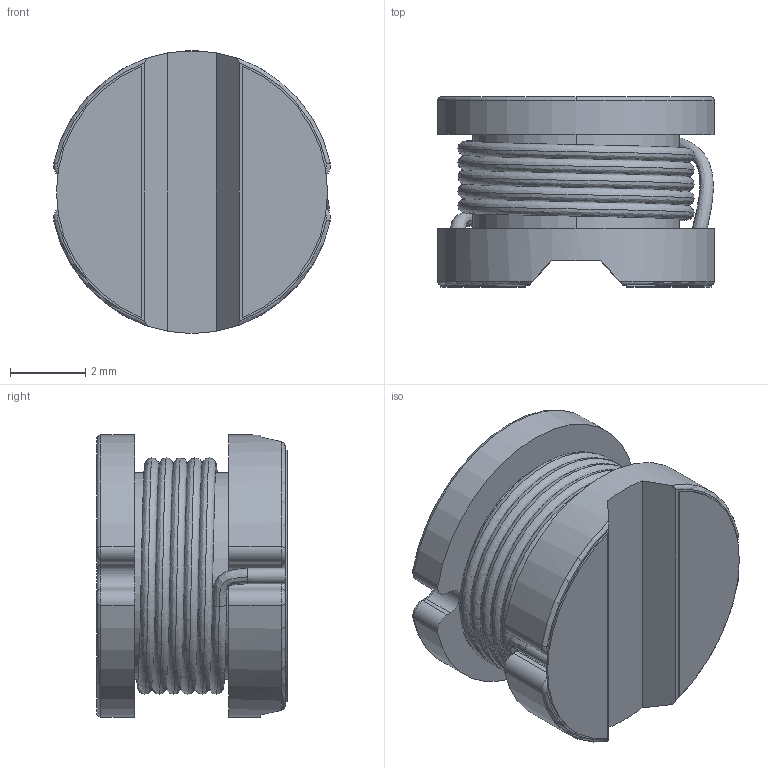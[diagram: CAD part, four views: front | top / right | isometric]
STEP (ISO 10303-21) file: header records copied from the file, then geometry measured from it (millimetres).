
FILE_DESCRIPTION (( 'STEP AP214' ), '1' );
FILE_NAME ('User Library-SDR0805.STEP', '2014-04-24T10:47:20', ( 'Windows User' ), ( '' ), 'SwSTEP 2.0', 'SolidWorks 2014', '' );
FILE_SCHEMA (( 'AUTOMOTIVE_DESIGN' ));
Length unit declared in the file: millimetre
Products named in the file (1): User Library-SDR0805
Bounding box: 7.35 x 5.05 x 7.5 mm (x, y, z)
Surface area: 403.3 mm2 (no closed solid volume)
Topology: 0 solids, 4 shells, 85 faces, 207 edges, 130 vertices
Faces by surface type: cylinder 34, plane 24, torus 19, bspline 8
Entity records: 5011 total; most frequent: CARTESIAN_POINT 2722, DIRECTION 446, ORIENTED_EDGE 410, EDGE_CURVE 207, AXIS2_PLACEMENT_3D 189, VERTEX_POINT 130, CIRCLE 111, EDGE_LOOP 91
